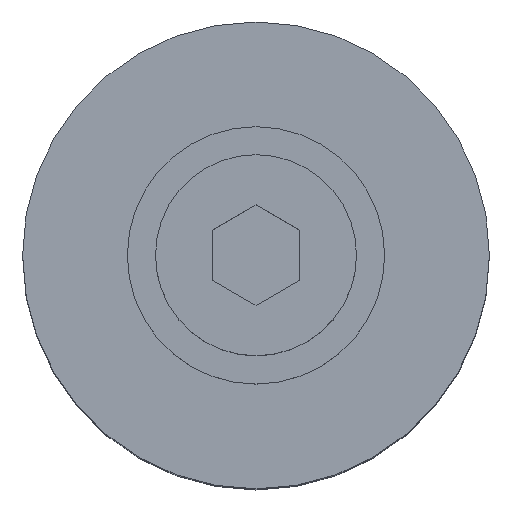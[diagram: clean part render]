
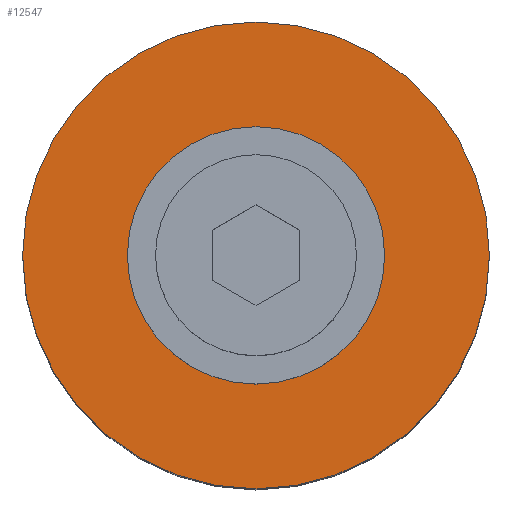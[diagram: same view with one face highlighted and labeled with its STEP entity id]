
A CAD part, top view. The second image highlights one B-rep face of the part: STEP entity #12547.
In plain terms, the highlighted planar face has unit normal (0, 0, 1).
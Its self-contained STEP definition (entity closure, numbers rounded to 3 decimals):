
#12417=CARTESIAN_POINT('Vertex',(8.,0.,2.)) ;
#12431=CARTESIAN_POINT('Vertex',(-8.,0.,2.)) ;
#12434=CARTESIAN_POINT('Axis2P3D Location',(0.,0.,2.)) ;
#12451=CARTESIAN_POINT('Axis2P3D Location',(0.,0.,2.)) ;
#12468=CARTESIAN_POINT('Axis2P3D Location',(0.,0.,2.)) ;
#12472=CARTESIAN_POINT('Vertex',(-3.,0.,2.)) ;
#12474=CARTESIAN_POINT('Vertex',(3.,0.,2.)) ;
#12503=CARTESIAN_POINT('Axis2P3D Location',(0.,0.,2.)) ;
#12534=CARTESIAN_POINT('Axis2P3D Location',(0.,0.,2.)) ;
#12435=DIRECTION('Axis2P3D Direction',(0.,0.,1.)) ;
#12452=DIRECTION('Axis2P3D Direction',(0.,0.,1.)) ;
#12469=DIRECTION('Axis2P3D Direction',(0.,0.,1.)) ;
#12504=DIRECTION('Axis2P3D Direction',(0.,0.,1.)) ;
#12535=DIRECTION('Axis2P3D Direction',(0.,0.,1.)) ;
#12536=DIRECTION('Axis2P3D XDirection',(1.,0.,0.)) ;
#12436=AXIS2_PLACEMENT_3D('Circle Axis2P3D',#12434,#12435,$) ;
#12453=AXIS2_PLACEMENT_3D('Circle Axis2P3D',#12451,#12452,$) ;
#12470=AXIS2_PLACEMENT_3D('Circle Axis2P3D',#12468,#12469,$) ;
#12505=AXIS2_PLACEMENT_3D('Circle Axis2P3D',#12503,#12504,$) ;
#12537=AXIS2_PLACEMENT_3D('Plane Axis2P3D',#12534,#12535,#12536) ;
#12540=ORIENTED_EDGE('',*,*,#12438,.T.) ;
#12541=ORIENTED_EDGE('',*,*,#12455,.T.) ;
#12544=ORIENTED_EDGE('',*,*,#12476,.F.) ;
#12545=ORIENTED_EDGE('',*,*,#12507,.F.) ;
#12546=FACE_BOUND('',#12543,.T.) ;
#12547=ADVANCED_FACE('PartBody',(#12542,#12546),#12538,.T.) ;
#12437=CIRCLE('generated circle',#12436,8.) ;
#12454=CIRCLE('generated circle',#12453,8.) ;
#12471=CIRCLE('generated circle',#12470,3.) ;
#12506=CIRCLE('generated circle',#12505,3.) ;
#12438=EDGE_CURVE('',#12418,#12432,#12437,.T.) ;
#12455=EDGE_CURVE('',#12432,#12418,#12454,.T.) ;
#12476=EDGE_CURVE('',#12473,#12475,#12471,.T.) ;
#12507=EDGE_CURVE('',#12475,#12473,#12506,.T.) ;
#12539=EDGE_LOOP('',(#12540,#12541)) ;
#12543=EDGE_LOOP('',(#12544,#12545)) ;
#12542=FACE_OUTER_BOUND('',#12539,.T.) ;
#12538=PLANE('',#12537) ;
#12418=VERTEX_POINT('',#12417) ;
#12432=VERTEX_POINT('',#12431) ;
#12473=VERTEX_POINT('',#12472) ;
#12475=VERTEX_POINT('',#12474) ;
